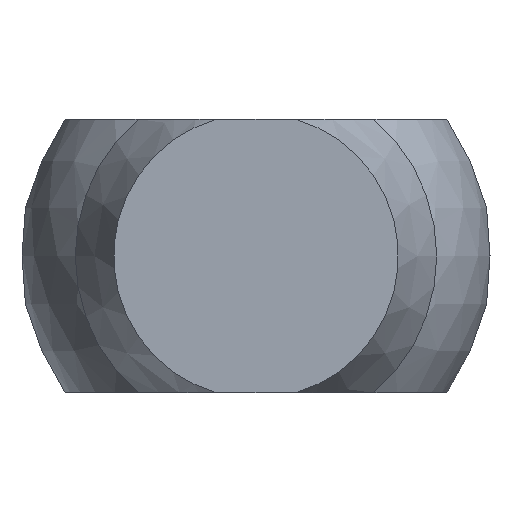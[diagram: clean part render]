
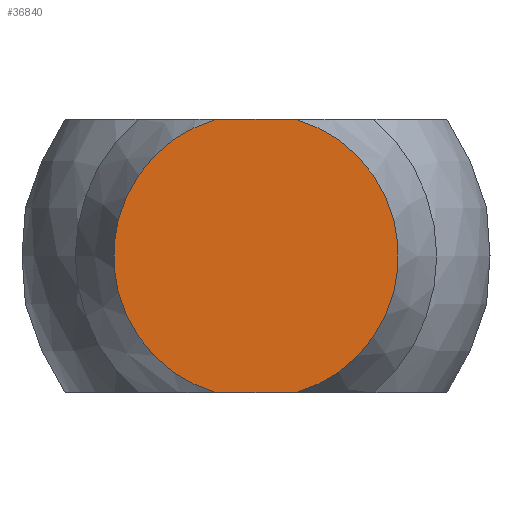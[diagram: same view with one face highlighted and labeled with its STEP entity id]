
A CAD part, left-side view. The second image highlights one B-rep face of the part: STEP entity #36840.
In plain terms, the highlighted planar face has unit normal (-1, 0, 0).
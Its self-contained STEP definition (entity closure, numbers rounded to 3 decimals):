
#722 = PLANE('',#723);
#723 = AXIS2_PLACEMENT_3D('',#724,#725,#726);
#724 = CARTESIAN_POINT('',(0.,6.25,2.5));
#725 = DIRECTION('',(0.,0.,1.));
#726 = DIRECTION('',(0.,-1.,0.));
#35332 = VERTEX_POINT('',#35333);
#35333 = CARTESIAN_POINT('',(-12.5,0.714,2.5));
#35347 = CONICAL_SURFACE('',#35348,2.95,0.391);
#35348 = AXIS2_PLACEMENT_3D('',#35349,#35350,#35351);
#35349 = CARTESIAN_POINT('',(-11.65,0.,0.));
#35350 = DIRECTION('',(1.,0.,0.));
#35351 = DIRECTION('',(-0.,1.,0.));
#35381 = EDGE_CURVE('',#35382,#35332,#35384,.T.);
#35382 = VERTEX_POINT('',#35383);
#35383 = CARTESIAN_POINT('',(-12.5,-0.714,2.5));
#35384 = SURFACE_CURVE('',#35385,(#35389,#35396),.PCURVE_S1.);
#35385 = LINE('',#35386,#35387);
#35386 = CARTESIAN_POINT('',(-12.5,3.125,2.5));
#35387 = VECTOR('',#35388,1.);
#35388 = DIRECTION('',(0.,1.,0.));
#35389 = PCURVE('',#722,#35390);
#35390 = DEFINITIONAL_REPRESENTATION('',(#35391),#35395);
#35391 = LINE('',#35392,#35393);
#35392 = CARTESIAN_POINT('',(3.125,-12.5));
#35393 = VECTOR('',#35394,1.);
#35394 = DIRECTION('',(-1.,0.));
#35395 = ( GEOMETRIC_REPRESENTATION_CONTEXT(2) 
PARAMETRIC_REPRESENTATION_CONTEXT() REPRESENTATION_CONTEXT('2D SPACE',''
  ) );
#35396 = PCURVE('',#35397,#35402);
#35397 = PLANE('',#35398);
#35398 = AXIS2_PLACEMENT_3D('',#35399,#35400,#35401);
#35399 = CARTESIAN_POINT('',(-12.5,0.,0.));
#35400 = DIRECTION('',(1.,0.,0.));
#35401 = DIRECTION('',(0.,0.,-1.));
#35402 = DEFINITIONAL_REPRESENTATION('',(#35403),#35407);
#35403 = LINE('',#35404,#35405);
#35404 = CARTESIAN_POINT('',(-2.5,3.125));
#35405 = VECTOR('',#35406,1.);
#35406 = DIRECTION('',(0.,1.));
#35407 = ( GEOMETRIC_REPRESENTATION_CONTEXT(2) 
PARAMETRIC_REPRESENTATION_CONTEXT() REPRESENTATION_CONTEXT('2D SPACE',''
  ) );
#35425 = CONICAL_SURFACE('',#35426,2.95,0.391);
#35426 = AXIS2_PLACEMENT_3D('',#35427,#35428,#35429);
#35427 = CARTESIAN_POINT('',(-11.65,0.,0.));
#35428 = DIRECTION('',(1.,0.,0.));
#35429 = DIRECTION('',(0.,-1.,0.));
#36743 = VERTEX_POINT('',#36744);
#36744 = CARTESIAN_POINT('',(-12.5,-0.714,-2.5));
#36780 = PLANE('',#36781);
#36781 = AXIS2_PLACEMENT_3D('',#36782,#36783,#36784);
#36782 = CARTESIAN_POINT('',(0.,-6.25,-2.5));
#36783 = DIRECTION('',(0.,0.,-1.));
#36784 = DIRECTION('',(0.,1.,0.));
#36815 = EDGE_CURVE('',#36743,#35382,#36816,.T.);
#36816 = SURFACE_CURVE('',#36817,(#36822,#36829),.PCURVE_S1.);
#36817 = CIRCLE('',#36818,2.6);
#36818 = AXIS2_PLACEMENT_3D('',#36819,#36820,#36821);
#36819 = CARTESIAN_POINT('',(-12.5,0.,0.));
#36820 = DIRECTION('',(-1.,0.,0.));
#36821 = DIRECTION('',(0.,-1.,0.));
#36822 = PCURVE('',#35425,#36823);
#36823 = DEFINITIONAL_REPRESENTATION('',(#36824),#36828);
#36824 = LINE('',#36825,#36826);
#36825 = CARTESIAN_POINT('',(12.566,-0.85));
#36826 = VECTOR('',#36827,1.);
#36827 = DIRECTION('',(-1.,0.));
#36828 = ( GEOMETRIC_REPRESENTATION_CONTEXT(2) 
PARAMETRIC_REPRESENTATION_CONTEXT() REPRESENTATION_CONTEXT('2D SPACE',''
  ) );
#36829 = PCURVE('',#35397,#36830);
#36830 = DEFINITIONAL_REPRESENTATION('',(#36831),#36839);
#36831 = ( BOUNDED_CURVE() B_SPLINE_CURVE(2,(#36832,#36833,#36834,#36835
    ,#36836,#36837,#36838),.UNSPECIFIED.,.T.,.F.) 
B_SPLINE_CURVE_WITH_KNOTS((1,2,2,2,2,1),(-2.094,0.,
    2.094,4.189,6.283,8.378),
.UNSPECIFIED.) CURVE() GEOMETRIC_REPRESENTATION_ITEM() 
RATIONAL_B_SPLINE_CURVE((1.,0.5,1.,0.5,1.,0.5,1.)) REPRESENTATION_ITEM(
  '') );
#36832 = CARTESIAN_POINT('',(0.,-2.6));
#36833 = CARTESIAN_POINT('',(-4.503,-2.6));
#36834 = CARTESIAN_POINT('',(-2.252,1.3));
#36835 = CARTESIAN_POINT('',(0.,5.2));
#36836 = CARTESIAN_POINT('',(2.252,1.3));
#36837 = CARTESIAN_POINT('',(4.503,-2.6));
#36838 = CARTESIAN_POINT('',(0.,-2.6));
#36839 = ( GEOMETRIC_REPRESENTATION_CONTEXT(2) 
PARAMETRIC_REPRESENTATION_CONTEXT() REPRESENTATION_CONTEXT('2D SPACE',''
  ) );
#36840 = ADVANCED_FACE('',(#36841),#35397,.F.);
#36841 = FACE_BOUND('',#36842,.T.);
#36842 = EDGE_LOOP('',(#36843,#36844,#36845,#36873));
#36843 = ORIENTED_EDGE('',*,*,#36815,.T.);
#36844 = ORIENTED_EDGE('',*,*,#35381,.T.);
#36845 = ORIENTED_EDGE('',*,*,#36846,.T.);
#36846 = EDGE_CURVE('',#35332,#36847,#36849,.T.);
#36847 = VERTEX_POINT('',#36848);
#36848 = CARTESIAN_POINT('',(-12.5,0.714,-2.5));
#36849 = SURFACE_CURVE('',#36850,(#36855,#36866),.PCURVE_S1.);
#36850 = CIRCLE('',#36851,2.6);
#36851 = AXIS2_PLACEMENT_3D('',#36852,#36853,#36854);
#36852 = CARTESIAN_POINT('',(-12.5,0.,0.));
#36853 = DIRECTION('',(-1.,0.,0.));
#36854 = DIRECTION('',(0.,1.,0.));
#36855 = PCURVE('',#35397,#36856);
#36856 = DEFINITIONAL_REPRESENTATION('',(#36857),#36865);
#36857 = ( BOUNDED_CURVE() B_SPLINE_CURVE(2,(#36858,#36859,#36860,#36861
    ,#36862,#36863,#36864),.UNSPECIFIED.,.T.,.F.) 
B_SPLINE_CURVE_WITH_KNOTS((1,2,2,2,2,1),(-2.094,0.,
    2.094,4.189,6.283,8.378),
.UNSPECIFIED.) CURVE() GEOMETRIC_REPRESENTATION_ITEM() 
RATIONAL_B_SPLINE_CURVE((1.,0.5,1.,0.5,1.,0.5,1.)) REPRESENTATION_ITEM(
  '') );
#36858 = CARTESIAN_POINT('',(0.,2.6));
#36859 = CARTESIAN_POINT('',(4.503,2.6));
#36860 = CARTESIAN_POINT('',(2.252,-1.3));
#36861 = CARTESIAN_POINT('',(0.,-5.2));
#36862 = CARTESIAN_POINT('',(-2.252,-1.3));
#36863 = CARTESIAN_POINT('',(-4.503,2.6));
#36864 = CARTESIAN_POINT('',(0.,2.6));
#36865 = ( GEOMETRIC_REPRESENTATION_CONTEXT(2) 
PARAMETRIC_REPRESENTATION_CONTEXT() REPRESENTATION_CONTEXT('2D SPACE',''
  ) );
#36866 = PCURVE('',#35347,#36867);
#36867 = DEFINITIONAL_REPRESENTATION('',(#36868),#36872);
#36868 = LINE('',#36869,#36870);
#36869 = CARTESIAN_POINT('',(12.566,-0.85));
#36870 = VECTOR('',#36871,1.);
#36871 = DIRECTION('',(-1.,0.));
#36872 = ( GEOMETRIC_REPRESENTATION_CONTEXT(2) 
PARAMETRIC_REPRESENTATION_CONTEXT() REPRESENTATION_CONTEXT('2D SPACE',''
  ) );
#36873 = ORIENTED_EDGE('',*,*,#36874,.T.);
#36874 = EDGE_CURVE('',#36847,#36743,#36875,.T.);
#36875 = SURFACE_CURVE('',#36876,(#36880,#36887),.PCURVE_S1.);
#36876 = LINE('',#36877,#36878);
#36877 = CARTESIAN_POINT('',(-12.5,-3.125,-2.5));
#36878 = VECTOR('',#36879,1.);
#36879 = DIRECTION('',(0.,-1.,0.));
#36880 = PCURVE('',#35397,#36881);
#36881 = DEFINITIONAL_REPRESENTATION('',(#36882),#36886);
#36882 = LINE('',#36883,#36884);
#36883 = CARTESIAN_POINT('',(2.5,-3.125));
#36884 = VECTOR('',#36885,1.);
#36885 = DIRECTION('',(0.,-1.));
#36886 = ( GEOMETRIC_REPRESENTATION_CONTEXT(2) 
PARAMETRIC_REPRESENTATION_CONTEXT() REPRESENTATION_CONTEXT('2D SPACE',''
  ) );
#36887 = PCURVE('',#36780,#36888);
#36888 = DEFINITIONAL_REPRESENTATION('',(#36889),#36893);
#36889 = LINE('',#36890,#36891);
#36890 = CARTESIAN_POINT('',(3.125,-12.5));
#36891 = VECTOR('',#36892,1.);
#36892 = DIRECTION('',(-1.,0.));
#36893 = ( GEOMETRIC_REPRESENTATION_CONTEXT(2) 
PARAMETRIC_REPRESENTATION_CONTEXT() REPRESENTATION_CONTEXT('2D SPACE',''
  ) );
